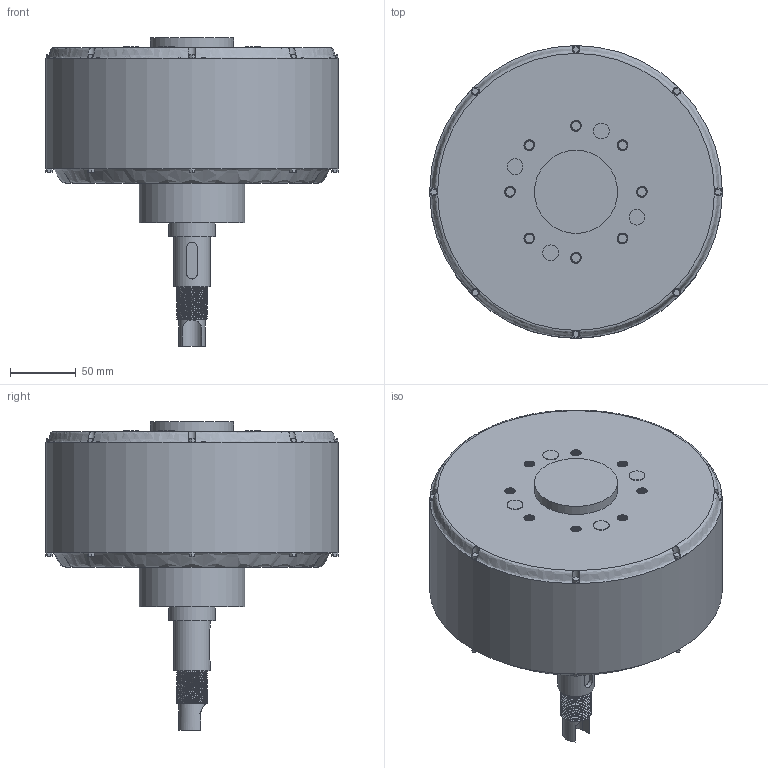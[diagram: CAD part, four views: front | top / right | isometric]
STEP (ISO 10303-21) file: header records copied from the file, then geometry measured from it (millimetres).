
FILE_DESCRIPTION(/* description */ ('','CAx-IF Rec.Pracs.---Representation and Presentation of Product Manufacturing Information (PMI)---4.0---2014-10-13'),/* implementation_level */ '2;1');
FILE_NAME(/* name */ 'QS205 hub motor fully finished (use this one).step',/* time_stamp */ '2024-12-27T20:47:30-08:00',/* author */ (''),/* organization */ (''),/* preprocessor_version */ 'ST-DEVELOPER v20',/* originating_system */ 'Autodesk Translation Framework v13.20.0.188',/* authorisation */ '');
FILE_SCHEMA (('AP242_MANAGED_MODEL_BASED_3D_ENGINEERING_MIM_LF { 1 0 10303 442 1 1 4 }'));
Length unit declared in the file: millimetre
Products named in the file (1): QS205 hub motor low quality
Bounding box: 222 x 222 x 234 mm (x, y, z)
Volume: 4102547.4 mm3; surface area: 171176.3 mm2
Topology: 1 solids, 1 shells, 507 faces, 1349 edges, 876 vertices
Faces by surface type: cylinder 314, plane 160, bspline 33
Full cylindrical faces by diameter (mm): 6 x1, 6.779 x56, 8.17 x20, 10 x3, 12 x4, 15 x1, 20 x1, 22.132 x16, 23.85 x16, 28 x1, 35 x1, 63 x1, 80 x1, 222 x1
Entity records: 37183 total; most frequent: CARTESIAN_POINT 25823, ORIENTED_EDGE 2698, DIRECTION 1785, EDGE_CURVE 1349, VERTEX_POINT 876, B_SPLINE_CURVE_WITH_KNOTS 639, AXIS2_PLACEMENT_3D 601, LINE 583
